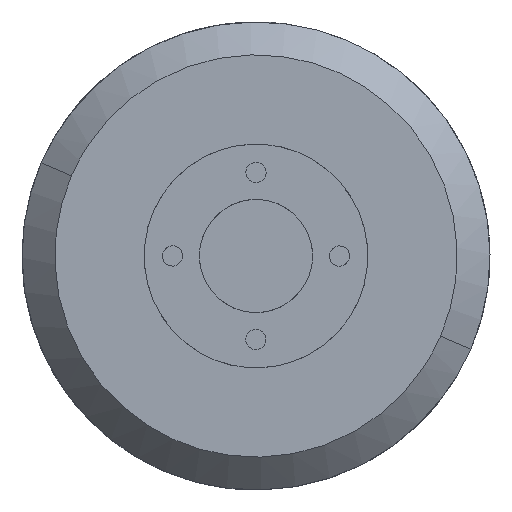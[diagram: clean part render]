
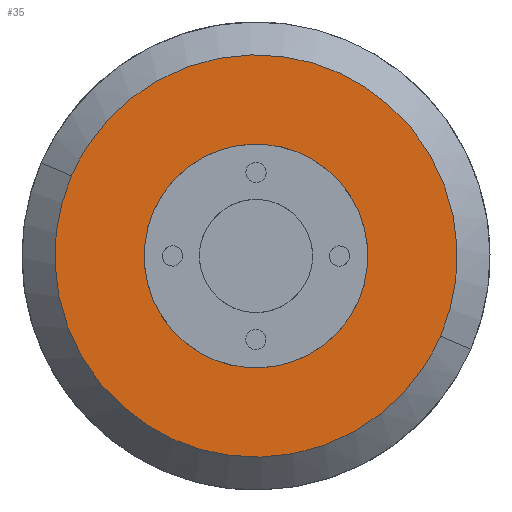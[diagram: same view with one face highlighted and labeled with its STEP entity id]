
A CAD part, left-side view. The second image highlights one B-rep face of the part: STEP entity #35.
In plain terms, the highlighted planar face has unit normal (-1, 0, 0).
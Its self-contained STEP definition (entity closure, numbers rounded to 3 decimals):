
#19=FACE_BOUND('',#123,.T.);
#35=ADVANCED_FACE('',(#76,#19),#572,.T.);
#76=FACE_OUTER_BOUND('',#122,.T.);
#122=EDGE_LOOP('',(#209,#210));
#123=EDGE_LOOP('',(#211,#212));
#209=ORIENTED_EDGE('',*,*,#360,.T.);
#210=ORIENTED_EDGE('',*,*,#403,.T.);
#211=ORIENTED_EDGE('',*,*,#342,.T.);
#212=ORIENTED_EDGE('',*,*,#382,.T.);
#342=EDGE_CURVE('',#515,#543,#436,.T.);
#360=EDGE_CURVE('',#527,#557,#453,.T.);
#382=EDGE_CURVE('',#543,#515,#474,.T.);
#403=EDGE_CURVE('',#557,#527,#494,.T.);
#436=(
BOUNDED_CURVE()
B_SPLINE_CURVE(2,(#1000,#1001,#1002,#1003,#1004),.UNSPECIFIED.,.F.,.F.)
B_SPLINE_CURVE_WITH_KNOTS((3,2,3),(-103.951,-77.963,
-51.975),.UNSPECIFIED.)
CURVE()
GEOMETRIC_REPRESENTATION_ITEM()
RATIONAL_B_SPLINE_CURVE((1.,0.707,1.,0.707,1.))
REPRESENTATION_ITEM('')
);
#453=(
BOUNDED_CURVE()
B_SPLINE_CURVE(2,(#1072,#1073,#1074,#1075,#1076),.UNSPECIFIED.,.F.,.F.)
B_SPLINE_CURVE_WITH_KNOTS((3,2,3),(0.,46.722,93.445),
 .UNSPECIFIED.)
CURVE()
GEOMETRIC_REPRESENTATION_ITEM()
RATIONAL_B_SPLINE_CURVE((1.,0.707,1.,0.707,1.))
REPRESENTATION_ITEM('')
);
#474=(
BOUNDED_CURVE()
B_SPLINE_CURVE(2,(#1156,#1157,#1158,#1159,#1160),.UNSPECIFIED.,.F.,.F.)
B_SPLINE_CURVE_WITH_KNOTS((3,2,3),(-51.975,-25.988,
0.),.UNSPECIFIED.)
CURVE()
GEOMETRIC_REPRESENTATION_ITEM()
RATIONAL_B_SPLINE_CURVE((1.,0.707,1.,0.707,1.))
REPRESENTATION_ITEM('')
);
#494=(
BOUNDED_CURVE()
B_SPLINE_CURVE(2,(#1238,#1239,#1240,#1241,#1242),.UNSPECIFIED.,.F.,.F.)
B_SPLINE_CURVE_WITH_KNOTS((3,2,3),(93.445,140.167,186.89),
 .UNSPECIFIED.)
CURVE()
GEOMETRIC_REPRESENTATION_ITEM()
RATIONAL_B_SPLINE_CURVE((1.,0.707,1.,0.707,1.))
REPRESENTATION_ITEM('')
);
#515=VERTEX_POINT('',#906);
#527=VERTEX_POINT('',#918);
#543=VERTEX_POINT('',#934);
#557=VERTEX_POINT('',#948);
#572=PLANE('',#708);
#708=AXIS2_PLACEMENT_3D('',#810,#744,$);
#744=DIRECTION('',(-1.,0.,0.));
#810=CARTESIAN_POINT('',(56.892,-615.049,-11.578));
#906=CARTESIAN_POINT('',(56.892,-541.675,-32.576));
#918=CARTESIAN_POINT('',(56.892,-530.87,-22.19));
#934=CARTESIAN_POINT('',(56.892,-574.635,-35.489));
#948=CARTESIAN_POINT('',(56.892,-585.441,-45.875));
#1000=CARTESIAN_POINT('',(56.892,-541.675,-32.576));
#1001=CARTESIAN_POINT('',(56.892,-543.132,-16.096));
#1002=CARTESIAN_POINT('',(56.892,-559.612,-17.552));
#1003=CARTESIAN_POINT('',(56.892,-576.092,-19.009));
#1004=CARTESIAN_POINT('',(56.892,-574.635,-35.489));
#1072=CARTESIAN_POINT('',(56.892,-530.87,-22.19));
#1073=CARTESIAN_POINT('',(56.892,-519.027,-49.475));
#1074=CARTESIAN_POINT('',(56.892,-546.313,-61.318));
#1075=CARTESIAN_POINT('',(56.892,-573.598,-73.161));
#1076=CARTESIAN_POINT('',(56.892,-585.441,-45.875));
#1156=CARTESIAN_POINT('',(56.892,-574.635,-35.489));
#1157=CARTESIAN_POINT('',(56.892,-573.178,-51.969));
#1158=CARTESIAN_POINT('',(56.892,-556.698,-50.512));
#1159=CARTESIAN_POINT('',(56.892,-540.219,-49.056));
#1160=CARTESIAN_POINT('',(56.892,-541.675,-32.576));
#1238=CARTESIAN_POINT('',(56.892,-585.441,-45.875));
#1239=CARTESIAN_POINT('',(56.892,-597.283,-18.59));
#1240=CARTESIAN_POINT('',(56.892,-569.998,-6.747));
#1241=CARTESIAN_POINT('',(56.892,-542.712,5.096));
#1242=CARTESIAN_POINT('',(56.892,-530.87,-22.19));
